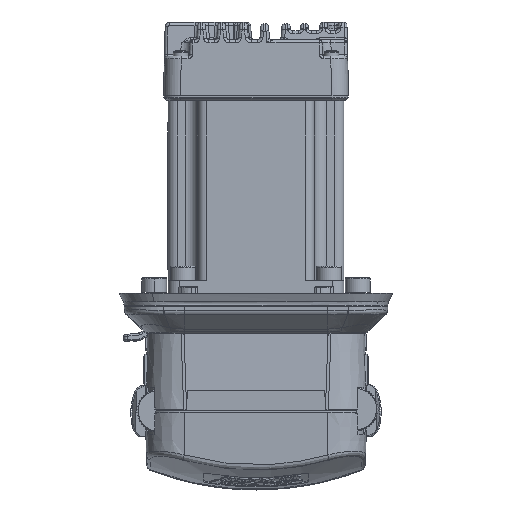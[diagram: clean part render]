
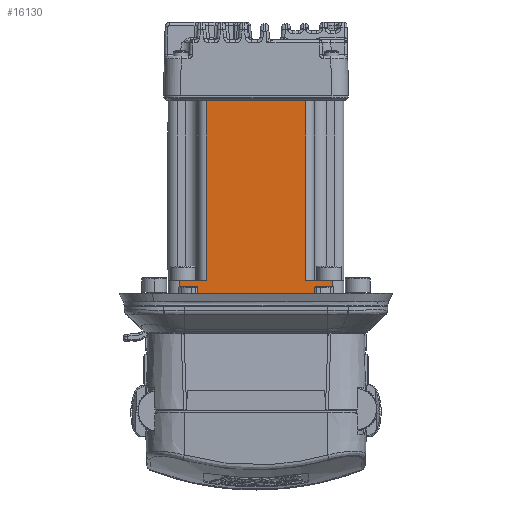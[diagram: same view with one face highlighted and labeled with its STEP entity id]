
A CAD part, front view. The second image highlights one B-rep face of the part: STEP entity #16130.
In plain terms, the highlighted planar face has unit normal (0, -1, 0).
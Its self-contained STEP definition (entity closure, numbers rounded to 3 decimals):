
#1880=CARTESIAN_POINT('',(22.,0.,0.));
#1890=VERTEX_POINT('',#1880);
#1980=CARTESIAN_POINT('',(22.,0.,-7.));
#1990=VERTEX_POINT('',#1980);
#2020=CARTESIAN_POINT('',(22.,0.,-7.));
#2030=DIRECTION('',(0.,0.,1.));
#2040=VECTOR('',#2030,1.);
#2050=LINE('',#2020,#2040);
#2060=EDGE_CURVE('',#1990,#1890,#2050,.T.);
#2870=CARTESIAN_POINT('',(13.,0.,0.));
#2880=VERTEX_POINT('',#2870);
#2910=CARTESIAN_POINT('',(13.,0.,0.));
#2920=DIRECTION('',(0.,0.,1.));
#2930=VECTOR('',#2920,1.);
#2940=LINE('',#2910,#2930);
#2950=CARTESIAN_POINT('',(13.,0.,61.5));
#2960=VERTEX_POINT('',#2950);
#2970=EDGE_CURVE('',#2880,#2960,#2940,.T.);
#4300=CARTESIAN_POINT('',(-21.,0.,0.));
#4310=VERTEX_POINT('',#4300);
#4340=CARTESIAN_POINT('',(23.,0.,0.));
#4350=DIRECTION('',(1.,0.,0.));
#4360=VECTOR('',#4350,1.);
#4370=LINE('',#4340,#4360);
#4380=CARTESIAN_POINT('',(-30.,0.,0.));
#4390=VERTEX_POINT('',#4380);
#4400=EDGE_CURVE('',#4390,#4310,#4370,.T.);
#8980=CARTESIAN_POINT('',(-30.,0.,-7.));
#8990=VERTEX_POINT('',#8980);
#9020=CARTESIAN_POINT('',(23.,0.,-7.));
#9030=DIRECTION('',(1.,0.,0.));
#9040=VECTOR('',#9030,1.);
#9050=LINE('',#9020,#9040);
#9060=EDGE_CURVE('',#8990,#1990,#9050,.T.);
#10190=CARTESIAN_POINT('',(-21.,0.,0.));
#10200=DIRECTION('',(0.,0.,1.));
#10210=VECTOR('',#10200,1.);
#10220=LINE('',#10190,#10210);
#10230=CARTESIAN_POINT('',(-21.,0.,61.5));
#10240=VERTEX_POINT('',#10230);
#10250=EDGE_CURVE('',#4310,#10240,#10220,.T.);
#13050=CARTESIAN_POINT('',(23.,0.,0.));
#13060=DIRECTION('',(1.,0.,0.));
#13070=VECTOR('',#13060,1.);
#13080=LINE('',#13050,#13070);
#13090=EDGE_CURVE('',#2880,#1890,#13080,.T.);
#15880=CARTESIAN_POINT('',(26.,0.,0.));
#15890=DIRECTION('',(-0.,1.,0.));
#15900=DIRECTION('',(1.,0.,0.));
#15910=AXIS2_PLACEMENT_3D('',#15880,#15890,#15900);
#15920=PLANE('',#15910);
#15930=ORIENTED_EDGE('',*,*,#2970,.T.);
#15940=ORIENTED_EDGE('',*,*,#13090,.F.);
#15950=ORIENTED_EDGE('',*,*,#2060,.T.);
#15960=ORIENTED_EDGE('',*,*,#9060,.T.);
#15970=CARTESIAN_POINT('',(-30.,0.,-7.));
#15980=DIRECTION('',(0.,0.,1.));
#15990=VECTOR('',#15980,1.);
#16000=LINE('',#15970,#15990);
#16010=EDGE_CURVE('',#8990,#4390,#16000,.T.);
#16020=ORIENTED_EDGE('',*,*,#16010,.F.);
#16030=ORIENTED_EDGE('',*,*,#4400,.F.);
#16040=ORIENTED_EDGE('',*,*,#10250,.F.);
#16050=CARTESIAN_POINT('',(23.,0.,61.5));
#16060=DIRECTION('',(1.,0.,0.));
#16070=VECTOR('',#16060,1.);
#16080=LINE('',#16050,#16070);
#16090=EDGE_CURVE('',#10240,#2960,#16080,.T.);
#16100=ORIENTED_EDGE('',*,*,#16090,.F.);
#16110=EDGE_LOOP('',(#16100,#16040,#16030,#16020,#15960,#15950,#15940,
#15930));
#16120=FACE_OUTER_BOUND('',#16110,.T.);
#16130=ADVANCED_FACE('',(#16120),#15920,.F.);
